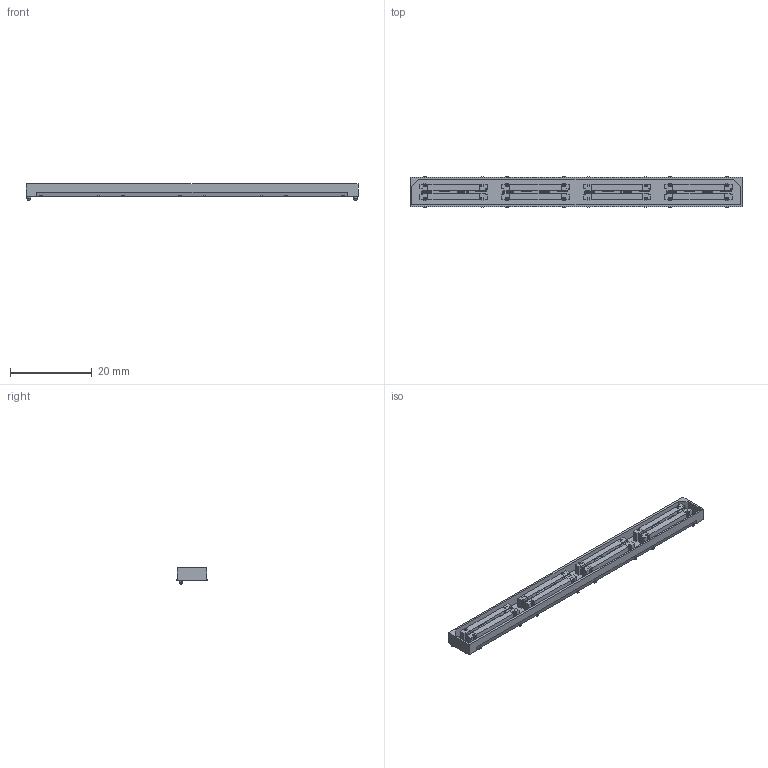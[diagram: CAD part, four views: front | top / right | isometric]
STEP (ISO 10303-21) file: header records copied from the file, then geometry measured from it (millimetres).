
FILE_DESCRIPTION((''),'2;1');
FILE_NAME('SAMTEC_QSH-120-01-L-D-A.stp','2013-06-17T11:49:25',(''),(''),'Mechanical Desktop 2011','Mechanical Desktop 2011',', , ');
FILE_SCHEMA(('AUTOMOTIVE_DESIGN { 1 2 10303 214 1 1 1 1 }'));
Length unit declared in the file: millimetre
Products named in the file (1): Product
Bounding box: 81.32 x 7.49 x 4 mm (x, y, z)
Volume: 1013.1 mm3; surface area: 3802 mm2
Topology: 123 solids, 123 shells, 1311 faces, 3188 edges, 2124 vertices
Faces by surface type: plane 1047, cylinder 260, bspline 4
Entity records: 38175 total; most frequent: CARTESIAN_POINT 6800, ORIENTED_EDGE 6376, DIRECTION 6332, EDGE_CURVE 3188, VECTOR 2660, LINE 2660, VERTEX_POINT 2124, AXIS2_PLACEMENT_3D 1836
